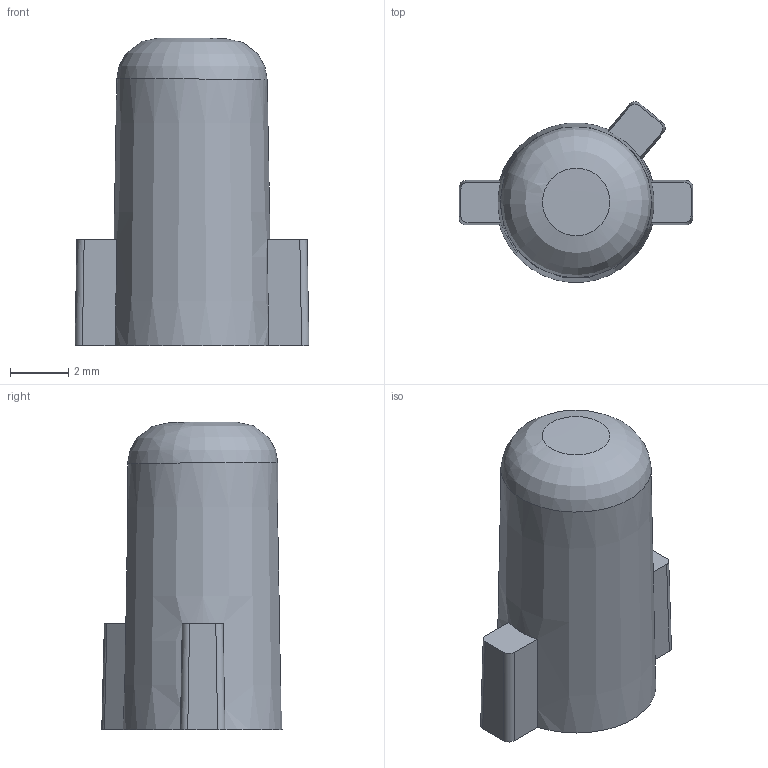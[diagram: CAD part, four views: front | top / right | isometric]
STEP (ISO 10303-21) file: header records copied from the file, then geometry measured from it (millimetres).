
FILE_DESCRIPTION(/* description */ (''),/* implementation_level */ '2;1');
FILE_NAME(/* name */ 'LowerMenu1.step',/* time_stamp */ '2025-05-19T13:11:58-07:00',/* author */ (''),/* organization */ (''),/* preprocessor_version */ 'ST-DEVELOPER v20.1',/* originating_system */ 'Autodesk Translation Framework v14.4.0.0',/* authorisation */ '');
FILE_SCHEMA (('AUTOMOTIVE_DESIGN { 1 0 10303 214 3 1 1 }'));
Length unit declared in the file: millimetre
Products named in the file (1): LowerMenu1
Bounding box: 8.03 x 6.19 x 10.57 mm (x, y, z)
Volume: 244.1 mm3; surface area: 252.4 mm2
Topology: 1 solids, 1 shells, 25 faces, 70 edges, 48 vertices
Faces by surface type: plane 14, cylinder 7, bspline 2, cone 2
Full cylindrical faces by diameter (mm): 2.2 x1
Entity records: 999 total; most frequent: CARTESIAN_POINT 328, ORIENTED_EDGE 140, DIRECTION 127, EDGE_CURVE 70, VERTEX_POINT 48, AXIS2_PLACEMENT_3D 47, LINE 33, VECTOR 33
